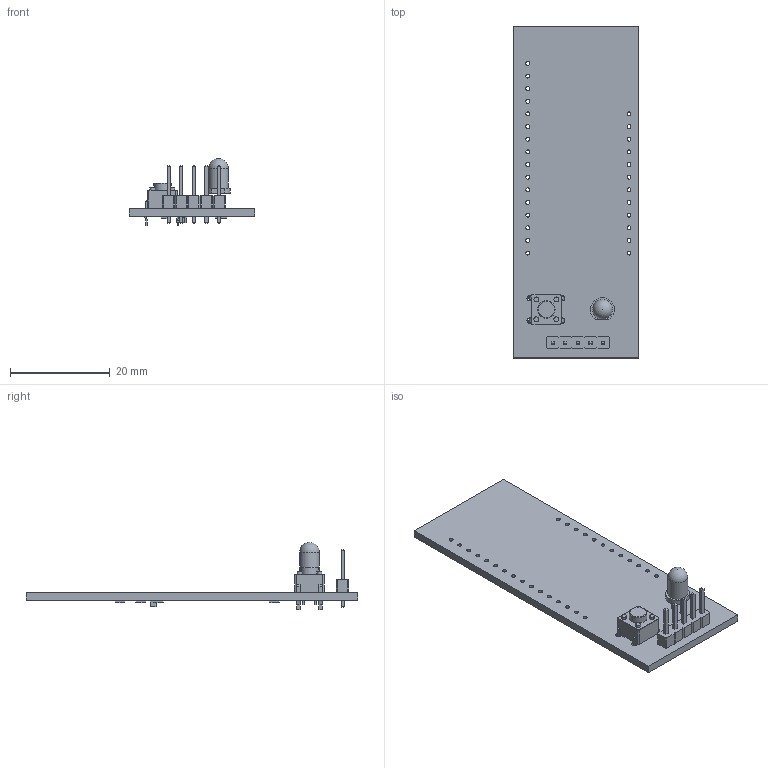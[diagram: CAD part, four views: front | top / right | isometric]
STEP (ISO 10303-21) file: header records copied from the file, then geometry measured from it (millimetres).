
FILE_DESCRIPTION(('KiCad electronic assembly'),'2;1');
FILE_NAME('GPT_PCB.step','2023-11-27T16:40:50',('Pcbnew'),('Kicad'), 'Open CASCADE STEP processor 7.5','KiCad to STEP converter','Unknown' );
FILE_SCHEMA(('AUTOMOTIVE_DESIGN { 1 0 10303 214 1 1 1 1 }'));
Length unit declared in the file: millimetre
Products named in the file (12): GPT_PCB 1; PinHeader_1x05_P2.54mm_Vertical; SOLID; SW_PUSH_6mm_H5mm; LED_D4.0mm; R_0805_2012Metric; C_0805_2012Metric; _autosave-GPT_PCB PCB
Assembly tree (14 placements, depth 3):
  GPT_PCB 1
    PinHeader_1x05_P2.54mm_Vertical
      SOLID
    SW_PUSH_6mm_H5mm
      SOLID
    LED_D4.0mm
      SOLID
    R_0805_2012Metric  x4
      SOLID
    C_0805_2012Metric
      SOLID
    _autosave-GPT_PCB PCB
Bounding box: 25.3 x 66.7 x 13.5 mm (x, y, z)
Volume: 3003.1 mm3; surface area: 4432.6 mm2
Topology: 9 solids, 9 shells, 422 faces, 1083 edges, 697 vertices
Faces by surface type: plane 294, cylinder 126, torus 1, sphere 1
Full cylindrical faces by diameter (mm): 0.8 x28, 0.9 x2, 1 x9, 1.1 x4, 3.5 x1, 4 x1
Entity records: 24752 total; most frequent: CARTESIAN_POINT 4471, DIRECTION 3424, LINE 2234, VECTOR 2234, ORIENTED_EDGE 1760, PCURVE 1760, DEFINITIONAL_REPRESENTATION 1760, EDGE_CURVE 880
